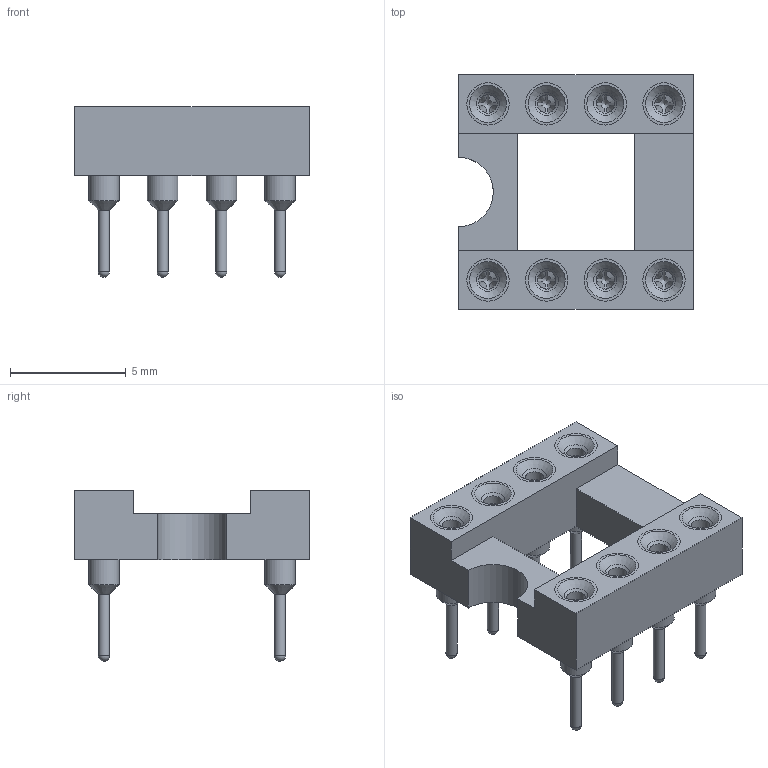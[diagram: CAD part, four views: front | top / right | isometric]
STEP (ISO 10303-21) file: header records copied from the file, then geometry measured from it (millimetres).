
FILE_DESCRIPTION(('STEP AP214'), '1');
FILE_NAME('SCxM', '', ('UNSPECIFIED'), ('UNSPECIFIED'), 'ASCON STEP Converter 1.6', 'ASCON Math Kernel', '');
FILE_SCHEMA(('AUTOMOTIVE_DESIGN { 1 0 10303 214 3 1 1}'));
Length unit declared in the file: millimetre
Products named in the file (1): SCSM
Bounding box: 10.16 x 10.16 x 7.4 mm (x, y, z)
Volume: 195.2 mm3; surface area: 808.8 mm2
Topology: 17 solids, 17 shells, 335 faces, 746 edges, 436 vertices
Faces by surface type: plane 166, cone 96, cylinder 65, sphere 8
Full cylindrical faces by diameter (mm): 0.48 x8, 0.8 x8, 1 x16, 1.32 x16, 1.83 x16
Entity records: 12530 total; most frequent: CARTESIAN_POINT 2790, DIRECTION 1500, ORIENTED_EDGE 1252, AXIS2_PLACEMENT_3D 666, EDGE_CURVE 626, EDGE_LOOP 464, VERTEX_POINT 420, COLOUR_RGB 352
